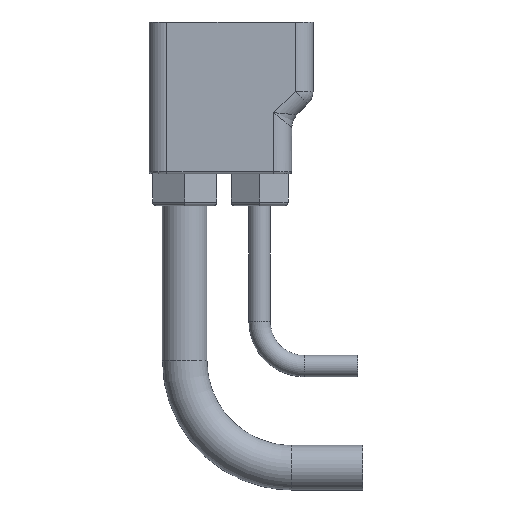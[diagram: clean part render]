
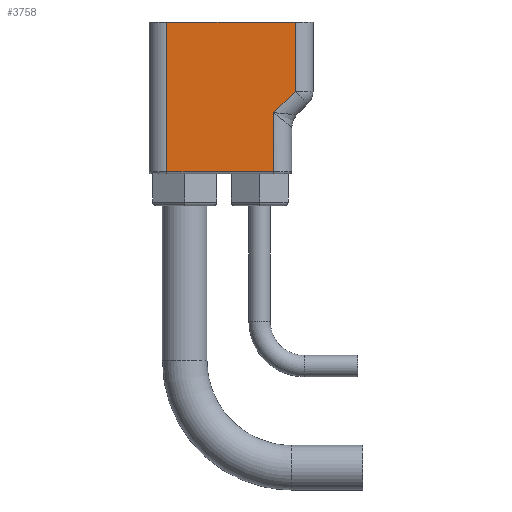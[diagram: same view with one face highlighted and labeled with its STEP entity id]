
A CAD part, front view. The second image highlights one B-rep face of the part: STEP entity #3758.
In plain terms, the highlighted planar face has unit normal (0, -1, 0).
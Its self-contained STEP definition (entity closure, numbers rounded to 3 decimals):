
#56 = EDGE_LOOP ( 'NONE', ( #759, #674, #3623, #392, #2827, #2987 ) ) ;
#144 = VERTEX_POINT ( 'NONE', #3223 ) ;
#329 = DIRECTION ( 'NONE',  ( 0.707, 0., 0.707 ) ) ;
#392 = ORIENTED_EDGE ( 'NONE', *, *, #1850, .T. ) ;
#469 = CARTESIAN_POINT ( 'NONE',  ( 24., -22., 34.142 ) ) ;
#520 = EDGE_CURVE ( 'NONE', #3102, #2958, #1928, .T. ) ;
#567 = LINE ( 'NONE', #2604, #1520 ) ;
#587 = EDGE_CURVE ( 'NONE', #2691, #144, #567, .T. ) ;
#655 = VECTOR ( 'NONE', #3109, 1000. ) ;
#665 = PLANE ( 'NONE',  #2487 ) ;
#674 = ORIENTED_EDGE ( 'NONE', *, *, #520, .T. ) ;
#759 = ORIENTED_EDGE ( 'NONE', *, *, #2482, .T. ) ;
#1019 = LINE ( 'NONE', #1134, #1475 ) ;
#1117 = DIRECTION ( 'NONE',  ( 1., 0., 0. ) ) ;
#1122 = CARTESIAN_POINT ( 'NONE',  ( -36., -22., 1. ) ) ;
#1134 = CARTESIAN_POINT ( 'NONE',  ( -36., -22., 85. ) ) ;
#1172 = VECTOR ( 'NONE', #1823, 1000. ) ;
#1245 = CARTESIAN_POINT ( 'NONE',  ( 19.429, -22., 29.571 ) ) ;
#1250 = DIRECTION ( 'NONE',  ( 0., 1., 0. ) ) ;
#1475 = VECTOR ( 'NONE', #2347, 1000. ) ;
#1520 = VECTOR ( 'NONE', #1117, 1000. ) ;
#1623 = VERTEX_POINT ( 'NONE', #3137 ) ;
#1823 = DIRECTION ( 'NONE',  ( 0., 0., 1. ) ) ;
#1828 = DIRECTION ( 'NONE',  ( 0., 0., -1. ) ) ;
#1850 = EDGE_CURVE ( 'NONE', #3811, #1623, #2687, .T. ) ;
#1907 = VECTOR ( 'NONE', #1828, 1000. ) ;
#1928 = LINE ( 'NONE', #3143, #655 ) ;
#2218 = VECTOR ( 'NONE', #329, 1000. ) ;
#2302 = EDGE_CURVE ( 'NONE', #144, #1623, #3258, .T. ) ;
#2347 = DIRECTION ( 'NONE',  ( 0., 0., -1. ) ) ;
#2431 = DIRECTION ( 'NONE',  ( -1., 0., 0. ) ) ;
#2482 = EDGE_CURVE ( 'NONE', #2691, #3102, #1019, .T. ) ;
#2487 = AXIS2_PLACEMENT_3D ( 'NONE', #2658, #1250, #2431 ) ;
#2604 = CARTESIAN_POINT ( 'NONE',  ( -36., -22., 85. ) ) ;
#2651 = EDGE_CURVE ( 'NONE', #2958, #3811, #2964, .T. ) ;
#2658 = CARTESIAN_POINT ( 'NONE',  ( -36., -22., 85. ) ) ;
#2687 = LINE ( 'NONE', #1245, #2218 ) ;
#2691 = VERTEX_POINT ( 'NONE', #3000 ) ;
#2827 = ORIENTED_EDGE ( 'NONE', *, *, #2302, .F. ) ;
#2958 = VERTEX_POINT ( 'NONE', #3814 ) ;
#2964 = LINE ( 'NONE', #3602, #1172 ) ;
#2987 = ORIENTED_EDGE ( 'NONE', *, *, #587, .F. ) ;
#3000 = CARTESIAN_POINT ( 'NONE',  ( -36., -22., 85. ) ) ;
#3102 = VERTEX_POINT ( 'NONE', #1122 ) ;
#3109 = DIRECTION ( 'NONE',  ( 1., 0., 0. ) ) ;
#3137 = CARTESIAN_POINT ( 'NONE',  ( 36., -22., 46.142 ) ) ;
#3143 = CARTESIAN_POINT ( 'NONE',  ( 24., -22., 1. ) ) ;
#3223 = CARTESIAN_POINT ( 'NONE',  ( 36., -22., 85. ) ) ;
#3258 = LINE ( 'NONE', #3565, #1907 ) ;
#3275 = FACE_OUTER_BOUND ( 'NONE', #56, .T. ) ;
#3565 = CARTESIAN_POINT ( 'NONE',  ( 36., -22., 85. ) ) ;
#3602 = CARTESIAN_POINT ( 'NONE',  ( 24., -22., 85. ) ) ;
#3623 = ORIENTED_EDGE ( 'NONE', *, *, #2651, .T. ) ;
#3758 = ADVANCED_FACE ( 'NONE', ( #3275 ), #665, .F. ) ;
#3811 = VERTEX_POINT ( 'NONE', #469 ) ;
#3814 = CARTESIAN_POINT ( 'NONE',  ( 24., -22., 1. ) ) ;
